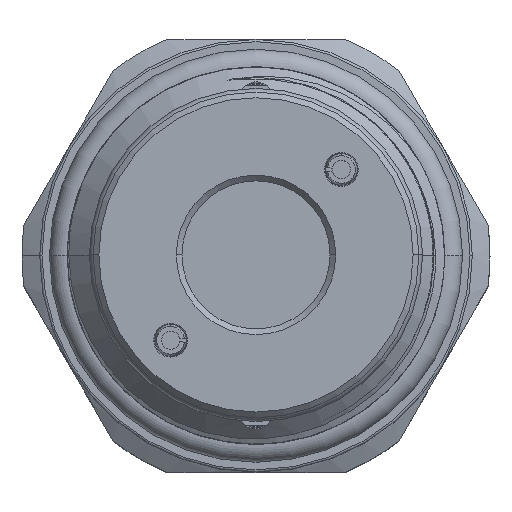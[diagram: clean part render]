
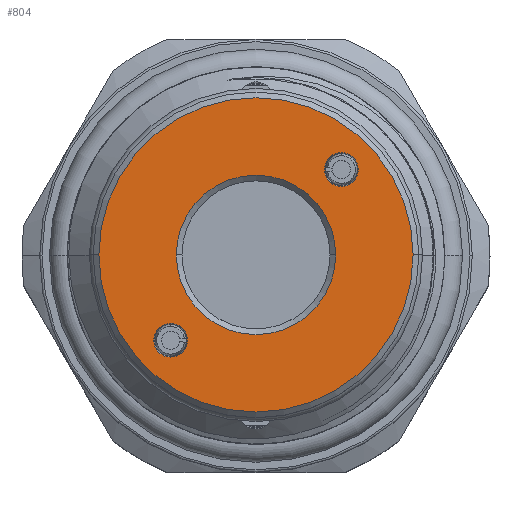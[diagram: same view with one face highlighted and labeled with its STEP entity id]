
A CAD part, top view. The second image highlights one B-rep face of the part: STEP entity #804.
In plain terms, the highlighted planar face has unit normal (0, 0, 1).
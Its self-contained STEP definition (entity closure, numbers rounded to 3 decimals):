
#437 = DIRECTION ( 'NONE',  ( 0., 1., 0. ) ) ;
#756 = FACE_BOUND ( 'NONE', #1444, .T. ) ;
#766 = EDGE_CURVE ( 'NONE', #4144, #6309, #7688, .T. ) ;
#804 = ADVANCED_FACE ( 'NONE', ( #13003, #12106, #756, #11442 ), #18075, .T. ) ;
#1007 = DIRECTION ( 'NONE',  ( 1., 0., 0. ) ) ;
#1159 = VERTEX_POINT ( 'NONE', #7727 ) ;
#1444 = EDGE_LOOP ( 'NONE', ( #13646, #3863 ) ) ;
#2036 = DIRECTION ( 'NONE',  ( 0., 0., 1. ) ) ;
#2178 = CIRCLE ( 'NONE', #11540, 13.8 ) ;
#2323 = CARTESIAN_POINT ( 'NONE',  ( -7.495, -8.976, 0. ) ) ;
#2435 = VERTEX_POINT ( 'NONE', #12904 ) ;
#2452 = VERTEX_POINT ( 'NONE', #3721 ) ;
#2606 = CARTESIAN_POINT ( 'NONE',  ( -13.8, 0., 0. ) ) ;
#2833 = DIRECTION ( 'NONE',  ( 0., 0., 1. ) ) ;
#3383 = CARTESIAN_POINT ( 'NONE',  ( 7.495, 8.976, 0. ) ) ;
#3531 = ORIENTED_EDGE ( 'NONE', *, *, #766, .T. ) ;
#3721 = CARTESIAN_POINT ( 'NONE',  ( -7.495, -6.015, 0. ) ) ;
#3824 = EDGE_CURVE ( 'NONE', #2452, #7537, #12107, .T. ) ;
#3861 = DIRECTION ( 'NONE',  ( 0., 0., -1. ) ) ;
#3863 = ORIENTED_EDGE ( 'NONE', *, *, #10193, .T. ) ;
#3920 = DIRECTION ( 'NONE',  ( 1., 0., 0. ) ) ;
#3929 = EDGE_LOOP ( 'NONE', ( #16449, #3531 ) ) ;
#4144 = VERTEX_POINT ( 'NONE', #3383 ) ;
#4825 = CARTESIAN_POINT ( 'NONE',  ( 0., 0., 0. ) ) ;
#5350 = ORIENTED_EDGE ( 'NONE', *, *, #11735, .T. ) ;
#5380 = ORIENTED_EDGE ( 'NONE', *, *, #3824, .T. ) ;
#5878 = EDGE_CURVE ( 'NONE', #1159, #2435, #6070, .T. ) ;
#6002 = EDGE_CURVE ( 'NONE', #10165, #17998, #7869, .T. ) ;
#6070 = CIRCLE ( 'NONE', #6249, 7. ) ;
#6249 = AXIS2_PLACEMENT_3D ( 'NONE', #4825, #6270, #9383 ) ;
#6270 = DIRECTION ( 'NONE',  ( 0., 0., -1. ) ) ;
#6309 = VERTEX_POINT ( 'NONE', #13490 ) ;
#6373 = AXIS2_PLACEMENT_3D ( 'NONE', #9552, #15026, #1007 ) ;
#6808 = ORIENTED_EDGE ( 'NONE', *, *, #6002, .T. ) ;
#6938 = AXIS2_PLACEMENT_3D ( 'NONE', #15528, #2833, #7039 ) ;
#7039 = DIRECTION ( 'NONE',  ( 1., 0., 0. ) ) ;
#7537 = VERTEX_POINT ( 'NONE', #2323 ) ;
#7608 = CARTESIAN_POINT ( 'NONE',  ( 7.495, 7.495, 0. ) ) ;
#7688 = CIRCLE ( 'NONE', #13506, 1.48 ) ;
#7727 = CARTESIAN_POINT ( 'NONE',  ( 7., 0., 0. ) ) ;
#7869 = CIRCLE ( 'NONE', #6938, 13.8 ) ;
#7966 = DIRECTION ( 'NONE',  ( 0., 0., -1. ) ) ;
#8121 = EDGE_CURVE ( 'NONE', #6309, #4144, #15168, .T. ) ;
#8186 = CARTESIAN_POINT ( 'NONE',  ( 0., 0., 0. ) ) ;
#8314 = DIRECTION ( 'NONE',  ( 0., -1., 0. ) ) ;
#8651 = CARTESIAN_POINT ( 'NONE',  ( -7.495, -7.495, 0. ) ) ;
#9089 = DIRECTION ( 'NONE',  ( 0., 0., -1. ) ) ;
#9383 = DIRECTION ( 'NONE',  ( 1., 0., 0. ) ) ;
#9552 = CARTESIAN_POINT ( 'NONE',  ( 0., 0., 0. ) ) ;
#9749 = AXIS2_PLACEMENT_3D ( 'NONE', #12585, #3861, #8314 ) ;
#9955 = DIRECTION ( 'NONE',  ( 0., 0., -1. ) ) ;
#10090 = EDGE_CURVE ( 'NONE', #7537, #2452, #14024, .T. ) ;
#10165 = VERTEX_POINT ( 'NONE', #2606 ) ;
#10193 = EDGE_CURVE ( 'NONE', #2435, #1159, #11541, .T. ) ;
#10855 = CARTESIAN_POINT ( 'NONE',  ( 13.8, 0., 0. ) ) ;
#11442 = FACE_OUTER_BOUND ( 'NONE', #16286, .T. ) ;
#11540 = AXIS2_PLACEMENT_3D ( 'NONE', #11928, #2036, #14977 ) ;
#11541 = CIRCLE ( 'NONE', #13936, 7. ) ;
#11735 = EDGE_CURVE ( 'NONE', #17998, #10165, #2178, .T. ) ;
#11928 = CARTESIAN_POINT ( 'NONE',  ( 0., 0., 0. ) ) ;
#12106 = FACE_BOUND ( 'NONE', #3929, .T. ) ;
#12107 = CIRCLE ( 'NONE', #14988, 1.48 ) ;
#12218 = DIRECTION ( 'NONE',  ( 0., 1., 0. ) ) ;
#12585 = CARTESIAN_POINT ( 'NONE',  ( -7.495, -7.495, 0. ) ) ;
#12904 = CARTESIAN_POINT ( 'NONE',  ( -7., 0., 0. ) ) ;
#13003 = FACE_BOUND ( 'NONE', #16700, .T. ) ;
#13490 = CARTESIAN_POINT ( 'NONE',  ( 7.495, 6.015, 0. ) ) ;
#13506 = AXIS2_PLACEMENT_3D ( 'NONE', #16659, #7966, #12218 ) ;
#13646 = ORIENTED_EDGE ( 'NONE', *, *, #5878, .T. ) ;
#13936 = AXIS2_PLACEMENT_3D ( 'NONE', #8186, #18060, #3920 ) ;
#14024 = CIRCLE ( 'NONE', #9749, 1.48 ) ;
#14255 = AXIS2_PLACEMENT_3D ( 'NONE', #7608, #9089, #437 ) ;
#14977 = DIRECTION ( 'NONE',  ( 1., 0., 0. ) ) ;
#14988 = AXIS2_PLACEMENT_3D ( 'NONE', #8651, #9955, #17054 ) ;
#15026 = DIRECTION ( 'NONE',  ( 0., 0., 1. ) ) ;
#15168 = CIRCLE ( 'NONE', #14255, 1.48 ) ;
#15528 = CARTESIAN_POINT ( 'NONE',  ( 0., 0., 0. ) ) ;
#16286 = EDGE_LOOP ( 'NONE', ( #6808, #5350 ) ) ;
#16449 = ORIENTED_EDGE ( 'NONE', *, *, #8121, .T. ) ;
#16659 = CARTESIAN_POINT ( 'NONE',  ( 7.495, 7.495, 0. ) ) ;
#16700 = EDGE_LOOP ( 'NONE', ( #5380, #18022 ) ) ;
#17054 = DIRECTION ( 'NONE',  ( 0., -1., 0. ) ) ;
#17998 = VERTEX_POINT ( 'NONE', #10855 ) ;
#18022 = ORIENTED_EDGE ( 'NONE', *, *, #10090, .T. ) ;
#18060 = DIRECTION ( 'NONE',  ( 0., 0., -1. ) ) ;
#18075 = PLANE ( 'NONE',  #6373 ) ;
